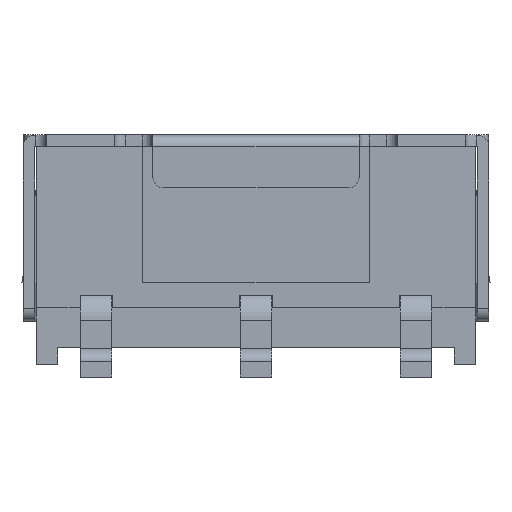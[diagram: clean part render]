
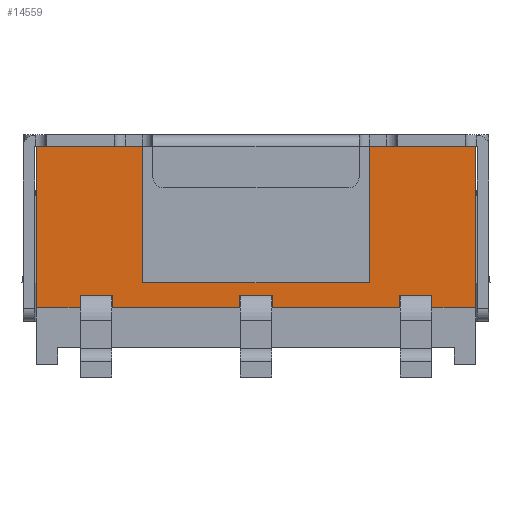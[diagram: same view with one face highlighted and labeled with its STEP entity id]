
A CAD part, left-side view. The second image highlights one B-rep face of the part: STEP entity #14559.
In plain terms, the highlighted planar face has unit normal (-1, 0, 0).
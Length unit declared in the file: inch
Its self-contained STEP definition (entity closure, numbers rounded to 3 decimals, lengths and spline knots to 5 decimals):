
#1578=FACE_OUTER_BOUND('',#2371,.T.);
#2371=EDGE_LOOP('',(#13365,#13366,#13367,#13368,#13369,#13370,#13371,#13372,
#13373,#13374,#13375,#13376,#13377,#13378,#13379,#13380,#13381,#13382,#13383,
#13384));
#2829=LINE('',#19146,#4258);
#2834=LINE('',#19156,#4263);
#2840=LINE('',#19168,#4269);
#2844=LINE('',#19176,#4273);
#3967=LINE('',#25878,#5396);
#3972=LINE('',#25888,#5401);
#4002=LINE('',#25947,#5431);
#4005=LINE('',#25953,#5434);
#4007=LINE('',#25956,#5436);
#4008=LINE('',#25958,#5437);
#4011=LINE('',#25966,#5440);
#4014=LINE('',#25970,#5443);
#4016=LINE('',#25973,#5445);
#4019=LINE('',#25981,#5448);
#4021=LINE('',#25984,#5450);
#4022=LINE('',#25986,#5451);
#4053=LINE('',#26050,#5482);
#4055=LINE('',#26054,#5484);
#4057=LINE('',#26057,#5486);
#4058=LINE('',#26059,#5487);
#4258=VECTOR('',#15882,0.3937);
#4263=VECTOR('',#15891,0.3937);
#4269=VECTOR('',#15899,0.3937);
#4273=VECTOR('',#15905,0.3937);
#5396=VECTOR('',#18454,0.3937);
#5401=VECTOR('',#18461,0.3937);
#5431=VECTOR('',#18511,0.3937);
#5434=VECTOR('',#18516,0.3937);
#5436=VECTOR('',#18520,0.3937);
#5437=VECTOR('',#18523,0.3937);
#5440=VECTOR('',#18528,0.3937);
#5443=VECTOR('',#18533,0.3937);
#5445=VECTOR('',#18537,0.3937);
#5448=VECTOR('',#18546,0.3937);
#5450=VECTOR('',#18550,0.3937);
#5451=VECTOR('',#18553,0.3937);
#5482=VECTOR('',#18618,0.3937);
#5484=VECTOR('',#18622,0.3937);
#5486=VECTOR('',#18626,0.3937);
#5487=VECTOR('',#18629,0.3937);
#5670=VERTEX_POINT('',#19143);
#5671=VERTEX_POINT('',#19145);
#5673=VERTEX_POINT('',#19153);
#5674=VERTEX_POINT('',#19155);
#5678=VERTEX_POINT('',#19165);
#5679=VERTEX_POINT('',#19167);
#5681=VERTEX_POINT('',#19173);
#5682=VERTEX_POINT('',#19175);
#6852=VERTEX_POINT('',#25876);
#6856=VERTEX_POINT('',#25887);
#6875=VERTEX_POINT('',#25946);
#6876=VERTEX_POINT('',#25950);
#6877=VERTEX_POINT('',#25952);
#6880=VERTEX_POINT('',#25963);
#6881=VERTEX_POINT('',#25965);
#6882=VERTEX_POINT('',#25978);
#6883=VERTEX_POINT('',#25980);
#6898=VERTEX_POINT('',#26047);
#6899=VERTEX_POINT('',#26049);
#6900=VERTEX_POINT('',#26053);
#7129=EDGE_CURVE('',#5671,#5670,#2829,.T.);
#7134=EDGE_CURVE('',#5674,#5673,#2834,.T.);
#7140=EDGE_CURVE('',#5679,#5678,#2840,.T.);
#7144=EDGE_CURVE('',#5682,#5681,#2844,.T.);
#8944=EDGE_CURVE('',#5678,#6852,#3967,.T.);
#8949=EDGE_CURVE('',#5674,#6856,#3972,.T.);
#8979=EDGE_CURVE('',#6875,#6856,#4002,.T.);
#8982=EDGE_CURVE('',#6877,#6876,#4005,.T.);
#8984=EDGE_CURVE('',#5681,#6877,#4007,.T.);
#8985=EDGE_CURVE('',#6876,#5679,#4008,.T.);
#8988=EDGE_CURVE('',#6881,#6880,#4011,.T.);
#8991=EDGE_CURVE('',#5670,#6881,#4014,.T.);
#8993=EDGE_CURVE('',#6880,#5682,#4016,.T.);
#8996=EDGE_CURVE('',#6883,#6882,#4019,.T.);
#8998=EDGE_CURVE('',#5673,#6883,#4021,.T.);
#8999=EDGE_CURVE('',#6882,#5671,#4022,.T.);
#9030=EDGE_CURVE('',#6899,#6898,#4053,.T.);
#9032=EDGE_CURVE('',#6900,#6899,#4055,.T.);
#9034=EDGE_CURVE('',#6898,#6875,#4057,.T.);
#9035=EDGE_CURVE('',#6852,#6900,#4058,.T.);
#13365=ORIENTED_EDGE('',*,*,#8985,.T.);
#13366=ORIENTED_EDGE('',*,*,#7140,.T.);
#13367=ORIENTED_EDGE('',*,*,#8944,.T.);
#13368=ORIENTED_EDGE('',*,*,#9035,.T.);
#13369=ORIENTED_EDGE('',*,*,#9032,.T.);
#13370=ORIENTED_EDGE('',*,*,#9030,.T.);
#13371=ORIENTED_EDGE('',*,*,#9034,.T.);
#13372=ORIENTED_EDGE('',*,*,#8979,.T.);
#13373=ORIENTED_EDGE('',*,*,#8949,.F.);
#13374=ORIENTED_EDGE('',*,*,#7134,.T.);
#13375=ORIENTED_EDGE('',*,*,#8998,.T.);
#13376=ORIENTED_EDGE('',*,*,#8996,.T.);
#13377=ORIENTED_EDGE('',*,*,#8999,.T.);
#13378=ORIENTED_EDGE('',*,*,#7129,.T.);
#13379=ORIENTED_EDGE('',*,*,#8991,.T.);
#13380=ORIENTED_EDGE('',*,*,#8988,.T.);
#13381=ORIENTED_EDGE('',*,*,#8993,.T.);
#13382=ORIENTED_EDGE('',*,*,#7144,.T.);
#13383=ORIENTED_EDGE('',*,*,#8984,.T.);
#13384=ORIENTED_EDGE('',*,*,#8982,.T.);
#13801=PLANE('',#15482);
#14559=ADVANCED_FACE('',(#1578),#13801,.T.);
#15482=AXIS2_PLACEMENT_3D('',#26142,#18718,#18719);
#15882=DIRECTION('',(0.,-1.,0.));
#15891=DIRECTION('',(0.,-1.,0.));
#15899=DIRECTION('',(0.,-1.,0.));
#15905=DIRECTION('',(0.,-1.,0.));
#18454=DIRECTION('',(0.,0.,1.));
#18461=DIRECTION('',(0.,0.,1.));
#18511=DIRECTION('',(0.,1.,0.));
#18516=DIRECTION('',(0.,-1.,0.));
#18520=DIRECTION('',(0.,0.,1.));
#18523=DIRECTION('',(0.,0.,-1.));
#18528=DIRECTION('',(0.,-1.,0.));
#18533=DIRECTION('',(0.,0.,1.));
#18537=DIRECTION('',(0.,0.,-1.));
#18546=DIRECTION('',(0.,-1.,0.));
#18550=DIRECTION('',(0.,0.,1.));
#18553=DIRECTION('',(0.,0.,-1.));
#18618=DIRECTION('',(0.,1.,0.));
#18622=DIRECTION('',(0.,0.,-1.));
#18626=DIRECTION('',(0.,0.,1.));
#18629=DIRECTION('',(0.,1.,0.));
#18718=DIRECTION('center_axis',(-1.,0.,0.));
#18719=DIRECTION('ref_axis',(0.,0.,1.));
#19143=CARTESIAN_POINT('',(-0.14646,0.01004,0.0248));
#19145=CARTESIAN_POINT('',(-0.14646,0.08996,0.0248));
#19146=CARTESIAN_POINT('',(-0.14646,-0.1374,0.0248));
#19153=CARTESIAN_POINT('',(-0.14646,0.11004,0.0248));
#19155=CARTESIAN_POINT('',(-0.14646,0.1374,0.0248));
#19156=CARTESIAN_POINT('',(-0.14646,-0.1374,0.0248));
#19165=CARTESIAN_POINT('',(-0.14646,-0.1374,0.0248));
#19167=CARTESIAN_POINT('',(-0.14646,-0.11004,0.0248));
#19168=CARTESIAN_POINT('',(-0.14646,-0.1374,0.0248));
#19173=CARTESIAN_POINT('',(-0.14646,-0.08996,0.0248));
#19175=CARTESIAN_POINT('',(-0.14646,-0.01004,0.0248));
#19176=CARTESIAN_POINT('',(-0.14646,-0.1374,0.0248));
#25876=CARTESIAN_POINT('',(-0.14646,-0.1374,0.12598));
#25878=CARTESIAN_POINT('',(-0.14646,-0.1374,0.));
#25887=CARTESIAN_POINT('',(-0.14646,0.1374,0.12598));
#25888=CARTESIAN_POINT('',(-0.14646,0.1374,0.));
#25946=CARTESIAN_POINT('',(-0.14646,0.07087,0.12598));
#25947=CARTESIAN_POINT('',(-0.14646,-0.1374,0.12598));
#25950=CARTESIAN_POINT('',(-0.14646,-0.11004,0.03268));
#25952=CARTESIAN_POINT('',(-0.14646,-0.08996,0.03268));
#25953=CARTESIAN_POINT('',(-0.14646,-0.12372,0.03268));
#25956=CARTESIAN_POINT('',(-0.14646,-0.08996,0.01634));
#25958=CARTESIAN_POINT('',(-0.14646,-0.11004,0.0124));
#25963=CARTESIAN_POINT('',(-0.14646,-0.01004,0.03268));
#25965=CARTESIAN_POINT('',(-0.14646,0.01004,0.03268));
#25966=CARTESIAN_POINT('',(-0.14646,-0.07372,0.03268));
#25970=CARTESIAN_POINT('',(-0.14646,0.01004,0.01634));
#25973=CARTESIAN_POINT('',(-0.14646,-0.01004,0.0124));
#25978=CARTESIAN_POINT('',(-0.14646,0.08996,0.03268));
#25980=CARTESIAN_POINT('',(-0.14646,0.11004,0.03268));
#25981=CARTESIAN_POINT('',(-0.14646,-0.02372,0.03268));
#25984=CARTESIAN_POINT('',(-0.14646,0.11004,0.01634));
#25986=CARTESIAN_POINT('',(-0.14646,0.08996,0.0124));
#26047=CARTESIAN_POINT('',(-0.14646,0.07087,0.04055));
#26049=CARTESIAN_POINT('',(-0.14646,-0.07087,0.04055));
#26050=CARTESIAN_POINT('',(-0.14646,-0.03327,0.04055));
#26053=CARTESIAN_POINT('',(-0.14646,-0.07087,0.12598));
#26054=CARTESIAN_POINT('',(-0.14646,-0.07087,0.02028));
#26057=CARTESIAN_POINT('',(-0.14646,0.07087,0.06299));
#26059=CARTESIAN_POINT('',(-0.14646,-0.1374,0.12598));
#26142=CARTESIAN_POINT('Origin',(-0.14646,-0.1374,0.));
